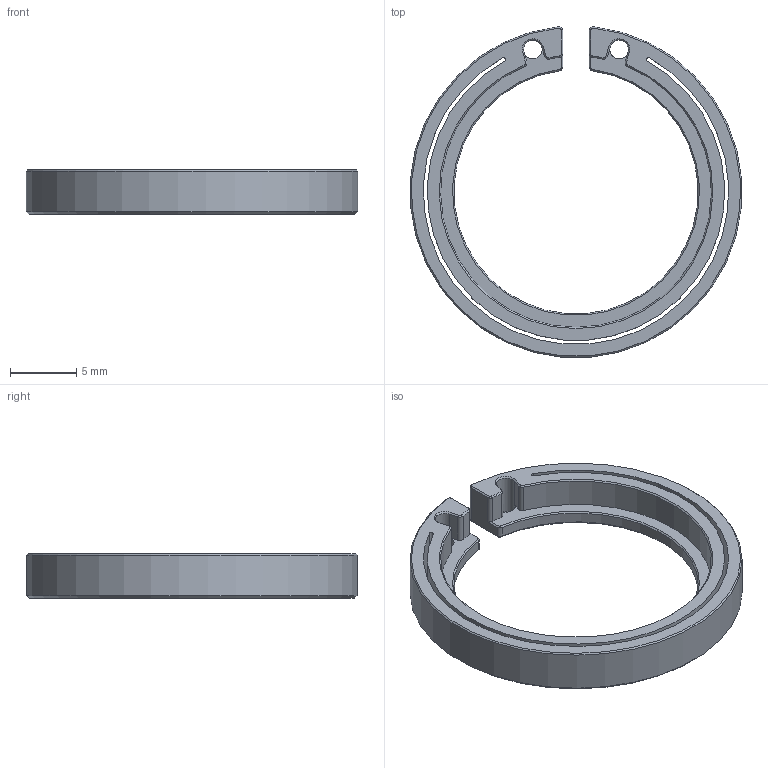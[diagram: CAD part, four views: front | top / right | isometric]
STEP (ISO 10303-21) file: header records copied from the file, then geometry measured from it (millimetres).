
FILE_DESCRIPTION(/* description */ (''),/* implementation_level */ '2;1');
FILE_NAME(/* name */ 'C-Mount-FilterHolder v9.step',/* time_stamp */ '2021-04-16T16:09:33+02:00',/* author */ (''),/* organization */ (''),/* preprocessor_version */ 'ST-DEVELOPER v18.1',/* originating_system */ 'Autodesk Translation Framework v10.6.0.1341',/* authorisation */ '');
FILE_SCHEMA (('AUTOMOTIVE_DESIGN { 1 0 10303 214 3 1 1 }'));
Length unit declared in the file: millimetre
Products named in the file (2): C-Mount-FilterHolder; Component2
Assembly tree (1 placements, depth 2):
  C-Mount-FilterHolder
    Component2
Bounding box: 24.93 x 24.88 x 3.35 mm (x, y, z)
Volume: 518.4 mm3; surface area: 1250.7 mm2
Topology: 1 solids, 1 shells, 69 faces, 169 edges, 100 vertices
Faces by surface type: cone 29, cylinder 21, plane 19
Full cylindrical faces by diameter (mm): 1.4 x2
Entity records: 2085 total; most frequent: DIRECTION 386, CARTESIAN_POINT 353, ORIENTED_EDGE 338, EDGE_CURVE 169, AXIS2_PLACEMENT_3D 149, VERTEX_POINT 100, LINE 88, VECTOR 88
